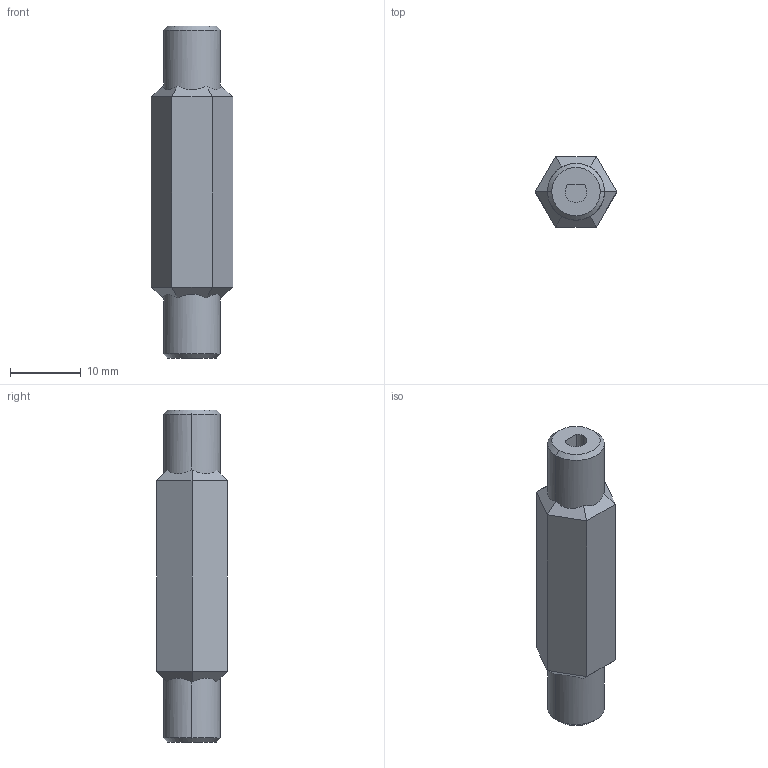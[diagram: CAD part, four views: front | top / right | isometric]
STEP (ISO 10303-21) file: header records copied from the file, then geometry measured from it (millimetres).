
FILE_DESCRIPTION (( 'STEP AP203' ), '1' );
FILE_NAME ('粣.STE', '2024-03-07T15:13:09', ( '' ), ( '' ), 'SwSTEP 2.0', 'SolidWorks 2022', '' );
FILE_SCHEMA (( 'CONFIG_CONTROL_DESIGN' ));
Length unit declared in the file: millimetre
Products named in the file (1): 轴á¨￠
Bounding box: 11.55 x 10 x 47 mm (x, y, z)
Volume: 3279.9 mm3; surface area: 1718 mm2
Topology: 1 solids, 1 shells, 50 faces, 122 edges, 76 vertices
Faces by surface type: plane 36, cylinder 10, cone 4
Entity records: 1531 total; most frequent: CARTESIAN_POINT 285, DIRECTION 248, ORIENTED_EDGE 244, EDGE_CURVE 122, AXIS2_PLACEMENT_3D 87, VERTEX_POINT 76, LINE 74, VECTOR 74
